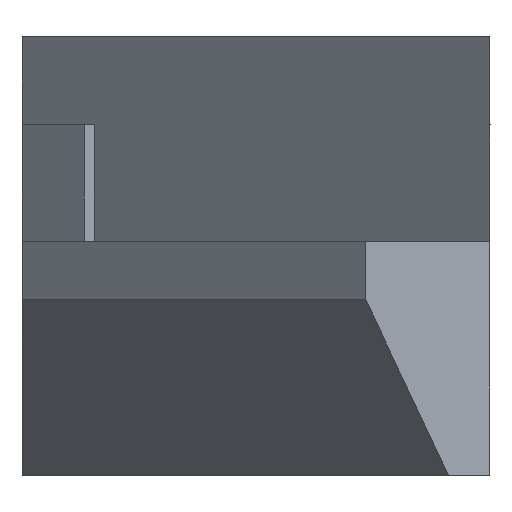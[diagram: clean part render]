
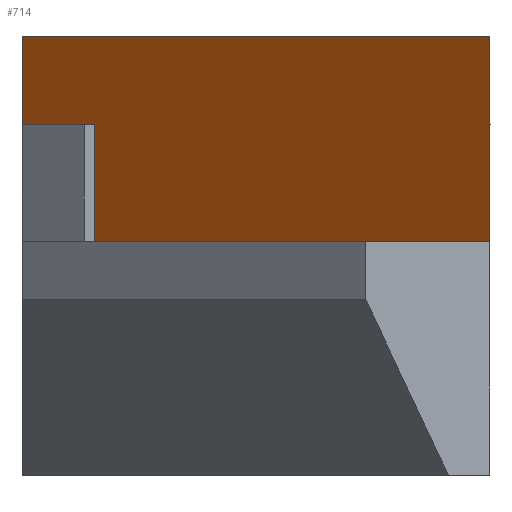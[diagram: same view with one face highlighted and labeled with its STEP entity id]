
A CAD part, left-side view. The second image highlights one B-rep face of the part: STEP entity #714.
In plain terms, the highlighted planar face has unit normal (-0.707, 0.707, 0).
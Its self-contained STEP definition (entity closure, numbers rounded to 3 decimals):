
#2 = VECTOR ( 'NONE', #104, 1000. ) ;
#14 = VECTOR ( 'NONE', #321, 1000. ) ;
#16 = PLANE ( 'NONE',  #259 ) ;
#21 = CARTESIAN_POINT ( 'NONE',  ( 155.817, 167.015, -1.5 ) ) ;
#24 = VERTEX_POINT ( 'NONE', #155 ) ;
#31 = DIRECTION ( 'NONE',  ( -0.707, 0.707, 0. ) ) ;
#44 = LINE ( 'NONE', #157, #2 ) ;
#51 = VECTOR ( 'NONE', #480, 1000. ) ;
#69 = EDGE_CURVE ( 'NONE', #197, #219, #683, .T. ) ;
#73 = DIRECTION ( 'NONE',  ( 0., 0., -1. ) ) ;
#82 = VECTOR ( 'NONE', #630, 1000. ) ;
#84 = ORIENTED_EDGE ( 'NONE', *, *, #395, .F. ) ;
#86 = VERTEX_POINT ( 'NONE', #346 ) ;
#101 = LINE ( 'NONE', #660, #153 ) ;
#104 = DIRECTION ( 'NONE',  ( -0.707, -0.707, 0. ) ) ;
#117 = EDGE_CURVE ( 'NONE', #234, #197, #407, .T. ) ;
#153 = VECTOR ( 'NONE', #555, 1000. ) ;
#155 = CARTESIAN_POINT ( 'NONE',  ( 155.817, 167.015, 0. ) ) ;
#157 = CARTESIAN_POINT ( 'NONE',  ( 155.817, 167.015, 0. ) ) ;
#186 = VERTEX_POINT ( 'NONE', #199 ) ;
#197 = VERTEX_POINT ( 'NONE', #204 ) ;
#199 = CARTESIAN_POINT ( 'NONE',  ( 147.817, 159.015, -3.5 ) ) ;
#204 = CARTESIAN_POINT ( 'NONE',  ( 154.579, 165.778, -1.5 ) ) ;
#213 = CARTESIAN_POINT ( 'NONE',  ( 155.817, 167.015, -3.5 ) ) ;
#216 = EDGE_LOOP ( 'NONE', ( #84, #295, #251, #388, #244, #666 ) ) ;
#219 = VERTEX_POINT ( 'NONE', #644 ) ;
#234 = VERTEX_POINT ( 'NONE', #692 ) ;
#238 = EDGE_CURVE ( 'NONE', #86, #186, #541, .T. ) ;
#244 = ORIENTED_EDGE ( 'NONE', *, *, #238, .F. ) ;
#251 = ORIENTED_EDGE ( 'NONE', *, *, #69, .T. ) ;
#259 = AXIS2_PLACEMENT_3D ( 'NONE', #574, #31, #413 ) ;
#295 = ORIENTED_EDGE ( 'NONE', *, *, #117, .T. ) ;
#310 = CARTESIAN_POINT ( 'NONE',  ( 147.817, 159.015, 0. ) ) ;
#321 = DIRECTION ( 'NONE',  ( -0.707, -0.707, 0. ) ) ;
#346 = CARTESIAN_POINT ( 'NONE',  ( 147.817, 159.015, 0. ) ) ;
#351 = EDGE_CURVE ( 'NONE', #24, #86, #44, .T. ) ;
#386 = LINE ( 'NONE', #213, #14 ) ;
#388 = ORIENTED_EDGE ( 'NONE', *, *, #658, .T. ) ;
#395 = EDGE_CURVE ( 'NONE', #234, #24, #101, .T. ) ;
#407 = LINE ( 'NONE', #21, #82 ) ;
#412 = VECTOR ( 'NONE', #73, 1000. ) ;
#413 = DIRECTION ( 'NONE',  ( -0.707, -0.707, 0. ) ) ;
#480 = DIRECTION ( 'NONE',  ( 0., 0., -1. ) ) ;
#521 = CARTESIAN_POINT ( 'NONE',  ( 154.579, 165.778, 0. ) ) ;
#541 = LINE ( 'NONE', #310, #51 ) ;
#555 = DIRECTION ( 'NONE',  ( 0., 0., 1. ) ) ;
#574 = CARTESIAN_POINT ( 'NONE',  ( 155.817, 167.015, 0. ) ) ;
#630 = DIRECTION ( 'NONE',  ( -0.707, -0.707, 0. ) ) ;
#644 = CARTESIAN_POINT ( 'NONE',  ( 154.579, 165.778, -3.5 ) ) ;
#658 = EDGE_CURVE ( 'NONE', #219, #186, #386, .T. ) ;
#660 = CARTESIAN_POINT ( 'NONE',  ( 155.817, 167.015, 0. ) ) ;
#666 = ORIENTED_EDGE ( 'NONE', *, *, #351, .F. ) ;
#683 = LINE ( 'NONE', #521, #412 ) ;
#689 = FACE_OUTER_BOUND ( 'NONE', #216, .T. ) ;
#692 = CARTESIAN_POINT ( 'NONE',  ( 155.817, 167.015, -1.5 ) ) ;
#714 = ADVANCED_FACE ( 'NONE', ( #689 ), #16, .T. ) ;
